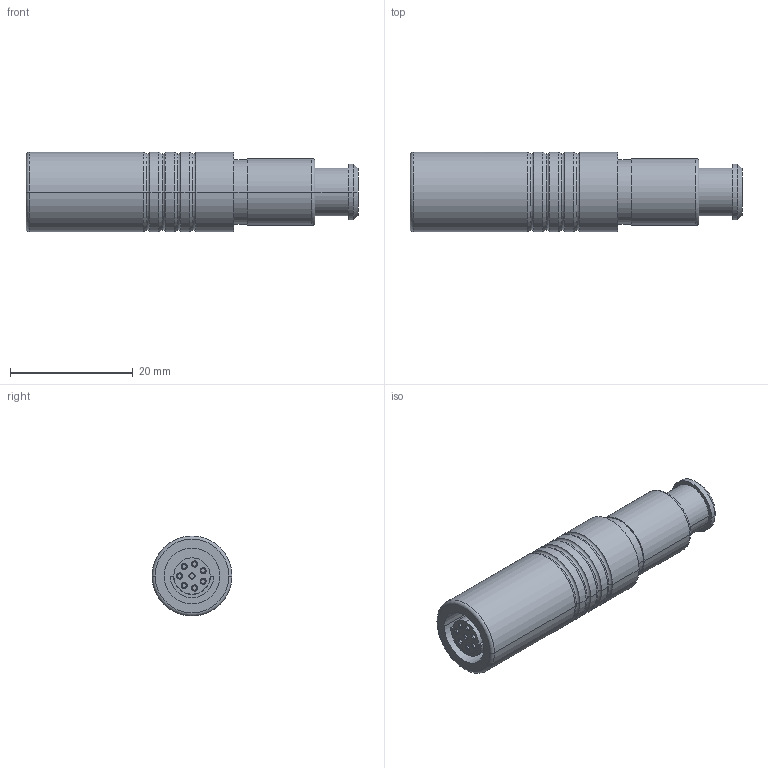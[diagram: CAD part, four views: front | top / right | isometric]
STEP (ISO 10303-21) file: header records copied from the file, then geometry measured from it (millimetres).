
FILE_DESCRIPTION((''),'2;1');
FILE_NAME('K41F1C-P08L','2021-02-05T11:29:00',('RTrager'),(''),'CREO PARAMETRIC BY PTC INC, 2018300','CREO PARAMETRIC BY PTC INC, 2018300','');
FILE_SCHEMA(('AP242_MANAGED_MODEL_BASED_3D_ENGINEERING_MIM_LF { 1 0 10303 442 1 1 4 }'));
Length unit declared in the file: millimetre
Products named in the file (1): K41F1C-P08L
Bounding box: 54 x 13 x 13 mm (x, y, z)
Volume: 4782.7 mm3; surface area: 3904 mm2
Topology: 1 solids, 1 shells, 179 faces, 402 edges, 250 vertices
Faces by surface type: cylinder 95, plane 39, cone 26, torus 19
Entity records: 8091 total; most frequent: CARTESIAN_POINT 1203, DIRECTION 942, ORIENTED_EDGE 804, PRESENTATION_STYLE_ASSIGNMENT 526, STYLED_ITEM 405, CURVE_STYLE 402, EDGE_CURVE 402, AXIS2_PLACEMENT_3D 397
